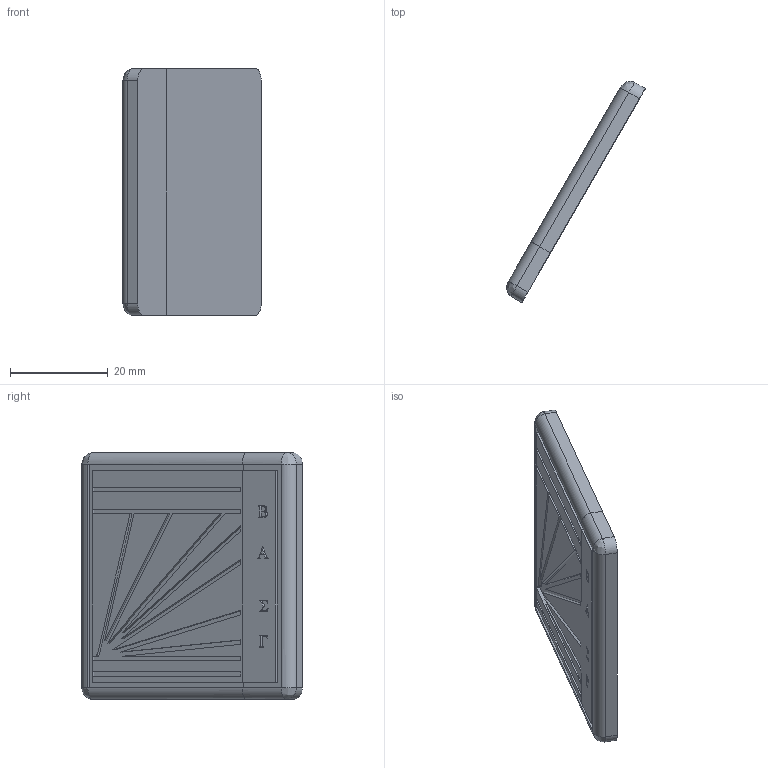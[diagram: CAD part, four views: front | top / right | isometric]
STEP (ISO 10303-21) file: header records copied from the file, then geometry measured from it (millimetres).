
FILE_DESCRIPTION(('HOOPS Exchange Step'),'2;1');
FILE_NAME('temp_export','2023-08-22T14:42:00-05:00',('mobile'),('Shapr3D Limited'),'HOOPS Exchange 2023.2','Shapr3D','Authorized');
FILE_SCHEMA( ('AUTOMOTIVE_DESIGN { 1 0 10303 214 1 1 1 1 }') );
Length unit declared in the file: millimetre
Products named in the file (3): Folder 90; Mk4SideB; root
Assembly tree (2 placements, depth 3):
  root
    Mk4SideB
      Folder 90
Bounding box: 28.27 x 45.12 x 50.4 mm (x, y, z)
Volume: 10799.5 mm3; surface area: 7050 mm2
Topology: 2 solids, 2 shells, 171 faces, 453 edges, 294 vertices
Faces by surface type: plane 133, bspline 28, extrusion 10
Entity records: 6116 total; most frequent: CARTESIAN_POINT 2087, ORIENTED_EDGE 898, DIRECTION 663, EDGE_CURVE 449, VECTOR 391, LINE 381, VERTEX_POINT 294, EDGE_LOOP 183
